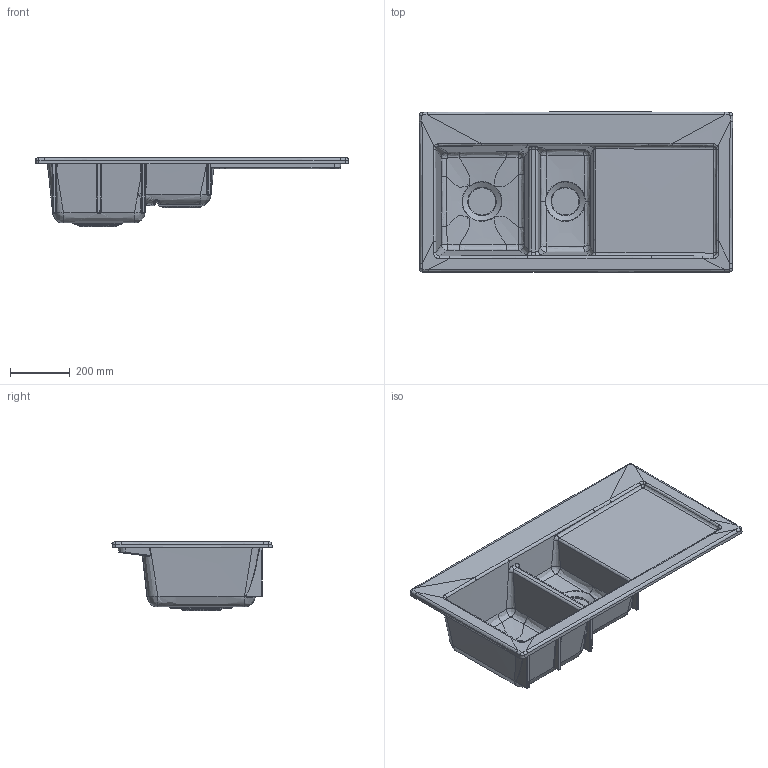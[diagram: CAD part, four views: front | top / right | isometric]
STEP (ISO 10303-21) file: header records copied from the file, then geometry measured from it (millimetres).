
FILE_DESCRIPTION(/* description */ (''),/* implementation_level */ '2;1');
FILE_NAME(/* name */ 'Spuele_6720_Subway_60.stp',/* time_stamp */ '2019-04-17T07:05:10+02:00',/* author */ (''),/* organization */ (''),/* preprocessor_version */ 'ST-DEVELOPER v16',/* originating_system */ 'SIEMENS PLM Software NX 10.0',/* authorisation */ '');
FILE_SCHEMA (('AUTOMOTIVE_DESIGN { 1 0 10303 214 3 1 1 1 }'));
Length unit declared in the file: millimetre
Products named in the file (1): Klei1CF4DC6A39pz
Bounding box: 1051 x 537.11 x 231.27 mm (x, y, z)
Volume: 14695760.2 mm3; surface area: 1847877.7 mm2
Topology: 1 solids, 1 shells, 400 faces, 971 edges, 554 vertices
Faces by surface type: bspline 349, plane 25, cylinder 10, sphere 8, torus 4, cone 4
Entity records: 27781 total; most frequent: CARTESIAN_POINT 21740, ORIENTED_EDGE 1876, EDGE_CURVE 938, B_SPLINE_CURVE_WITH_KNOTS 702, VERTEX_POINT 550, EDGE_LOOP 410, ADVANCED_FACE 400, FACE_OUTER_BOUND 390
